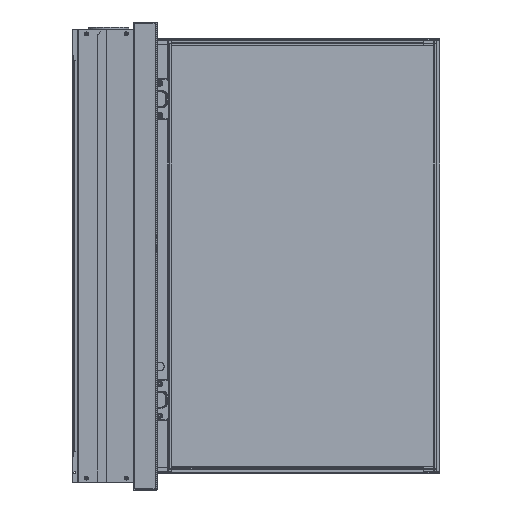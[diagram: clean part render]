
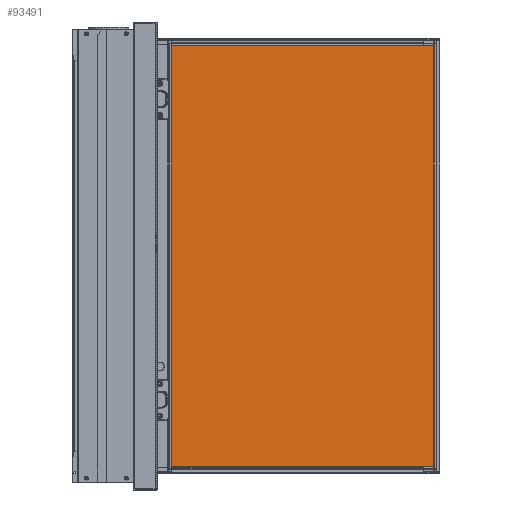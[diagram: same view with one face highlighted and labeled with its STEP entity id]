
A CAD part, left-side view. The second image highlights one B-rep face of the part: STEP entity #93491.
In plain terms, the highlighted face is planar.
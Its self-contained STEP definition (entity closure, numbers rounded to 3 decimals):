
#93138=DIRECTION('',(0.,0.,-1.));
#93139=VECTOR('',#93138,640.);
#93140=CARTESIAN_POINT('',(-201.,3.,320.));
#93141=LINE('',#93140,#93139);
#93142=DIRECTION('',(1.,0.,0.));
#93143=VECTOR('',#93142,402.);
#93144=CARTESIAN_POINT('',(-201.,3.,-320.));
#93145=LINE('',#93144,#93143);
#93146=DIRECTION('',(0.,0.,1.));
#93147=VECTOR('',#93146,640.);
#93148=CARTESIAN_POINT('',(201.,3.,-320.));
#93149=LINE('',#93148,#93147);
#93150=DIRECTION('',(-1.,0.,0.));
#93151=VECTOR('',#93150,402.);
#93152=CARTESIAN_POINT('',(201.,3.,320.));
#93153=LINE('',#93152,#93151);
#93220=CARTESIAN_POINT('',(-201.,3.,-320.));
#93221=VERTEX_POINT('',#93220);
#93222=CARTESIAN_POINT('',(-201.,3.,320.));
#93223=VERTEX_POINT('',#93222);
#93254=CARTESIAN_POINT('',(201.,3.,320.));
#93255=VERTEX_POINT('',#93254);
#93258=CARTESIAN_POINT('',(201.,3.,-320.));
#93259=VERTEX_POINT('',#93258);
#93478=CARTESIAN_POINT('',(0.,3.,0.));
#93479=DIRECTION('',(0.,1.,0.));
#93480=DIRECTION('',(1.,0.,0.));
#93481=AXIS2_PLACEMENT_3D('',#93478,#93479,#93480);
#93482=PLANE('',#93481);
#93483=ORIENTED_EDGE('',*,*,#93322,.T.);
#93485=ORIENTED_EDGE('',*,*,#93484,.T.);
#93487=ORIENTED_EDGE('',*,*,#93486,.T.);
#93488=ORIENTED_EDGE('',*,*,#93469,.T.);
#93489=EDGE_LOOP('',(#93483,#93485,#93487,#93488));
#93490=FACE_OUTER_BOUND('',#93489,.F.);
#93491=ADVANCED_FACE('',(#93490),#93482,.T.);
#93322=EDGE_CURVE('',#93223,#93221,#93141,.T.);
#93469=EDGE_CURVE('',#93255,#93223,#93153,.T.);
#93484=EDGE_CURVE('',#93221,#93259,#93145,.T.);
#93486=EDGE_CURVE('',#93259,#93255,#93149,.T.);
